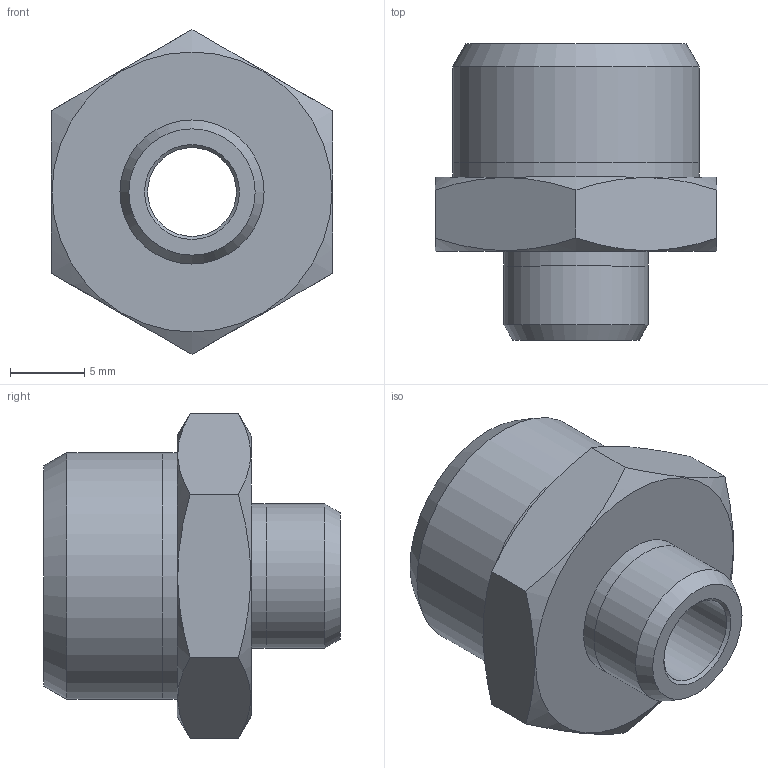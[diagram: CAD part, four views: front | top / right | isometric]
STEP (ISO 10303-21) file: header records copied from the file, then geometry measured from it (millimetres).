
FILE_DESCRIPTION(( 'RA.11.18.38.stp' ), '1');
FILE_NAME( 'RA.11.18.38.stp', '2018-09-27T17:26:43',( 'Sopra'),('sopra-pneumatic.com'), 'SwSTEP 2.0','SolidWorks 2009','' );
FILE_SCHEMA (('AUTOMOTIVE_DESIGN {1 0 10303 214 3 1 1}'));
Length unit declared in the file: millimetre
Products named in the file (1): NR2611838NI
Bounding box: 19 x 20 x 21.94 mm (x, y, z)
Volume: 2564 mm3; surface area: 1994.9 mm2
Topology: 1 solids, 1 shells, 23 faces, 53 edges, 34 vertices
Faces by surface type: plane 10, cone 7, cylinder 6
Full cylindrical faces by diameter (mm): 6 x1, 9.728 x2, 11 x1, 16.662 x2
Entity records: 757 total; most frequent: CARTESIAN_POINT 146, DIRECTION 86, ORIENTED_EDGE 68, EDGE_LOOP 40, FACE_BOUND 40, AXIS2_PLACEMENT_3D 40, EDGE_CURVE 34, VERTEX_POINT 28
